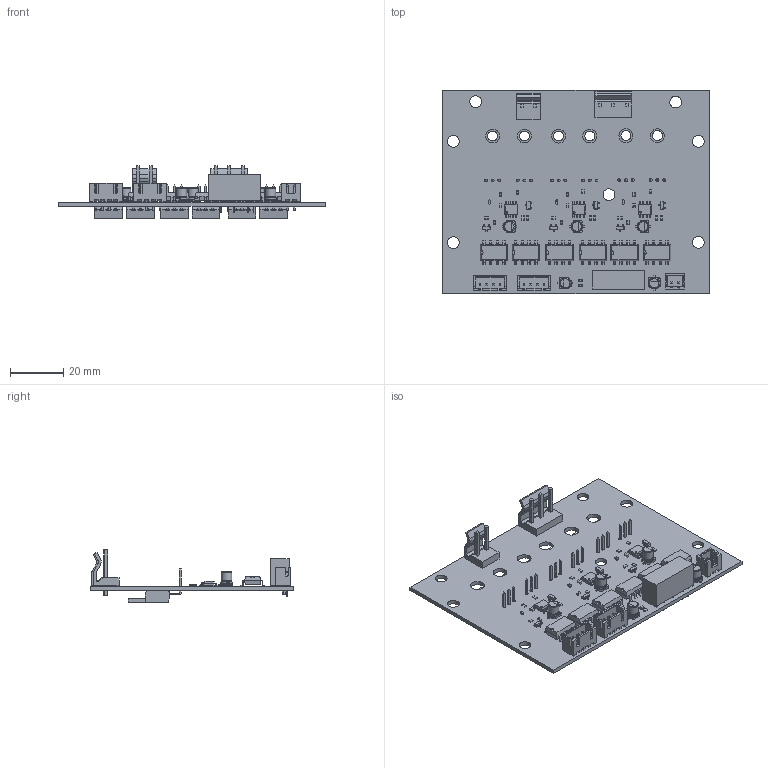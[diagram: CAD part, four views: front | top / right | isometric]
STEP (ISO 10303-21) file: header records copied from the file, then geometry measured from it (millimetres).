
FILE_DESCRIPTION(('KiCad electronic assembly'),'2;1');
FILE_NAME('InverterPCB.step','2025-08-29T16:51:17',('Pcbnew'),('Kicad'), 'Open CASCADE STEP processor 7.9','KiCad to STEP converter','Unknown' );
FILE_SCHEMA(('AUTOMOTIVE_DESIGN { 1 0 10303 214 1 1 1 1 }'));
Length unit declared in the file: millimetre
Products named in the file (16): InverterPCB 1; Conector P5.08mm 2P Male; R_0603_1608Metric; CP_Elec_4x5.4; DIP-8_W7.62mm_SMDSocket; C_0603_1608Metric; LED_0603_1608Metric; SOIC-8_3.9x4.9mm_P1.27mm; SOT-23; JST_XH_B2B-XH-A_1x02_P2.50mm_Vertical; JST_XH_B4B-XH-A_1x04_P2.50mm_Vertical; Conector P5.08mm 3P Male; MORNSUN_BxxxxS-2WR2; D_SOD-523; TO-220-3_Horizontal_TabUp; PCB_Inversor_PCB
Assembly tree (59 placements, depth 2):
  InverterPCB 1
    Conector P5.08mm 2P Male
    R_0603_1608Metric  x19
    CP_Elec_4x5.4  x5
    DIP-8_W7.62mm_SMDSocket  x6
    C_0603_1608Metric  x3
    LED_0603_1608Metric
    SOIC-8_3.9x4.9mm_P1.27mm  x3
    SOT-23  x6
    JST_XH_B2B-XH-A_1x02_P2.50mm_Vertical
    JST_XH_B4B-XH-A_1x04_P2.50mm_Vertical  x2
    Conector P5.08mm 3P Male
    MORNSUN_BxxxxS-2WR2
    D_SOD-523  x3
    TO-220-3_Horizontal_TabUp  x6
    PCB_Inversor_PCB
Bounding box: 100 x 76.2 x 19.64 mm (x, y, z)
Volume: 18631.5 mm3; surface area: 26065.4 mm2
Topology: 59 solids, 59 shells, 3684 faces, 9525 edges, 6018 vertices
Faces by surface type: plane 2596, cylinder 711, bspline 352, torus 20, revolution 5
Full cylindrical faces by diameter (mm): 0.762 x1, 0.95 x8, 1 x6, 1.1 x18, 1.2 x3, 1.4 x2, 3.735 x6, 4 x10, 4.4 x7, 5.2 x6
Entity records: 38765 total; most frequent: CARTESIAN_POINT 5914, ORIENTED_EDGE 5313, DIRECTION 4983, EDGE_CURVE 2657, LINE 2178, VECTOR 2178, VERTEX_POINT 1699, AXIS2_PLACEMENT_3D 1402
